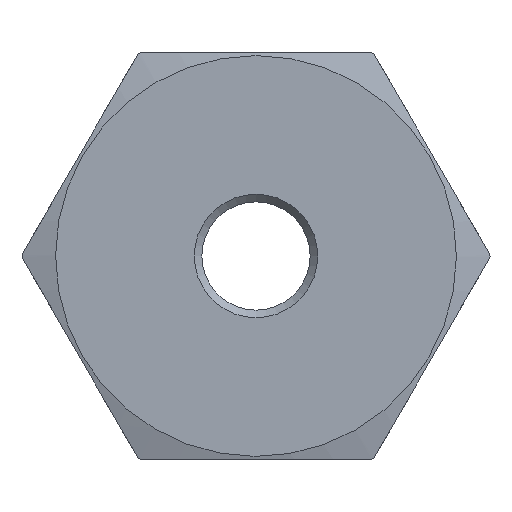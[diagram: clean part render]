
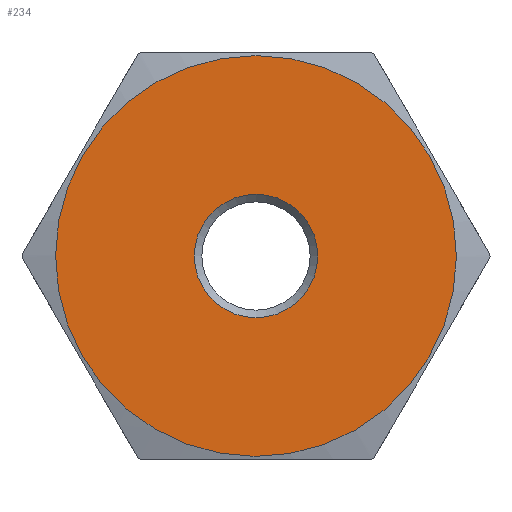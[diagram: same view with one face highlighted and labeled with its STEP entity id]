
A CAD part, left-side view. The second image highlights one B-rep face of the part: STEP entity #234.
In plain terms, the highlighted planar face has unit normal (-1, 0, 0).
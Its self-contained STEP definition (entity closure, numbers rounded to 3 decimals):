
#145=FACE_BOUND('',#316,.T.);
#146=FACE_BOUND('',#317,.T.);
#196=CIRCLE('',#683,34.5);
#197=CIRCLE('',#685,10.628);
#234=ADVANCED_FACE('',(#145,#146),#247,.F.);
#247=PLANE('',#686);
#316=EDGE_LOOP('',(#474));
#317=EDGE_LOOP('',(#475));
#474=ORIENTED_EDGE('',*,*,#595,.T.);
#475=ORIENTED_EDGE('',*,*,#594,.T.);
#527=VERTEX_POINT('',#1061);
#528=VERTEX_POINT('',#1064);
#594=EDGE_CURVE('',#527,#527,#196,.T.);
#595=EDGE_CURVE('',#528,#528,#197,.T.);
#683=AXIS2_PLACEMENT_3D('',#1060,#838,#839);
#685=AXIS2_PLACEMENT_3D('',#1063,#842,#843);
#686=AXIS2_PLACEMENT_3D('',#1065,#844,#845);
#838=DIRECTION('',(-1.,0.,0.));
#839=DIRECTION('',(0.,0.,1.));
#842=DIRECTION('',(1.,0.,0.));
#843=DIRECTION('',(0.,0.,-1.));
#844=DIRECTION('',(1.,0.,0.));
#845=DIRECTION('',(0.,0.,-1.));
#1060=CARTESIAN_POINT('',(0.,0.,0.));
#1061=CARTESIAN_POINT('',(0.,0.,34.5));
#1063=CARTESIAN_POINT('',(0.,0.,0.));
#1064=CARTESIAN_POINT('',(0.,0.,-10.628));
#1065=CARTESIAN_POINT('',(0.,0.,0.));
